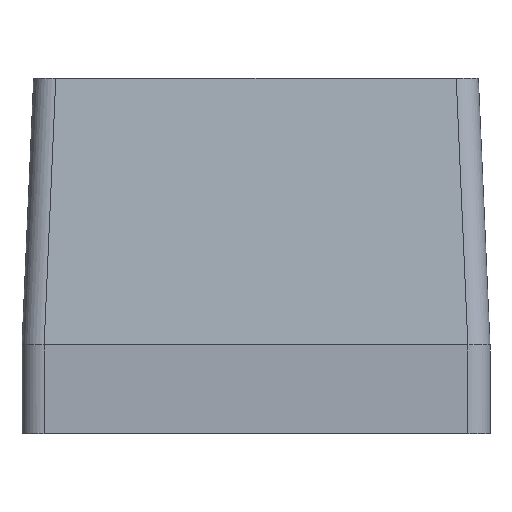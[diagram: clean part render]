
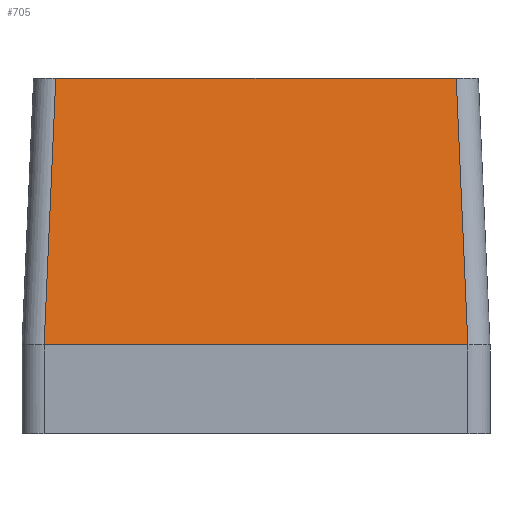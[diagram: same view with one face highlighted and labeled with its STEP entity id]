
A CAD part, front view. The second image highlights one B-rep face of the part: STEP entity #705.
In plain terms, the highlighted planar face has unit normal (0, -0.992, 0.126).
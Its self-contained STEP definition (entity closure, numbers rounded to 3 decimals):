
#91=FACE_OUTER_BOUND('',#133,.T.);
#133=EDGE_LOOP('',(#599,#600,#601,#602));
#169=LINE('',#1080,#241);
#187=LINE('',#1143,#259);
#205=LINE('',#1184,#277);
#206=LINE('',#1186,#278);
#241=VECTOR('',#853,10.);
#259=VECTOR('',#913,10.);
#277=VECTOR('',#949,10.);
#278=VECTOR('',#952,1.);
#309=VERTEX_POINT('',#1075);
#310=VERTEX_POINT('',#1079);
#328=VERTEX_POINT('',#1141);
#342=VERTEX_POINT('',#1182);
#384=EDGE_CURVE('',#310,#309,#169,.T.);
#412=EDGE_CURVE('',#328,#310,#187,.T.);
#433=EDGE_CURVE('',#309,#342,#205,.T.);
#434=EDGE_CURVE('',#342,#328,#206,.T.);
#599=ORIENTED_EDGE('',*,*,#412,.F.);
#600=ORIENTED_EDGE('',*,*,#434,.F.);
#601=ORIENTED_EDGE('',*,*,#433,.F.);
#602=ORIENTED_EDGE('',*,*,#384,.F.);
#669=PLANE('',#775);
#705=ADVANCED_FACE('',(#91),#669,.T.);
#775=AXIS2_PLACEMENT_3D('',#1185,#950,#951);
#853=DIRECTION('',(-1.,0.,0.));
#913=DIRECTION('',(0.043,-0.126,-0.991));
#949=DIRECTION('',(0.043,0.126,0.991));
#950=DIRECTION('center_axis',(0.,-0.992,0.126));
#951=DIRECTION('ref_axis',(0.,-0.126,-0.992));
#952=DIRECTION('',(1.,0.,0.));
#1075=CARTESIAN_POINT('',(-12.028,-4.529,0.));
#1079=CARTESIAN_POINT('',(7.028,-4.529,0.));
#1080=CARTESIAN_POINT('',(0.,-4.529,0.));
#1141=CARTESIAN_POINT('',(6.505,-3.,12.));
#1143=CARTESIAN_POINT('',(6.757,-3.737,6.219));
#1182=CARTESIAN_POINT('',(-11.505,-3.,12.));
#1184=CARTESIAN_POINT('',(-11.741,-3.691,6.577));
#1185=CARTESIAN_POINT('Origin',(0.,-4.522,0.055));
#1186=CARTESIAN_POINT('',(-6.5,-3.,12.));
